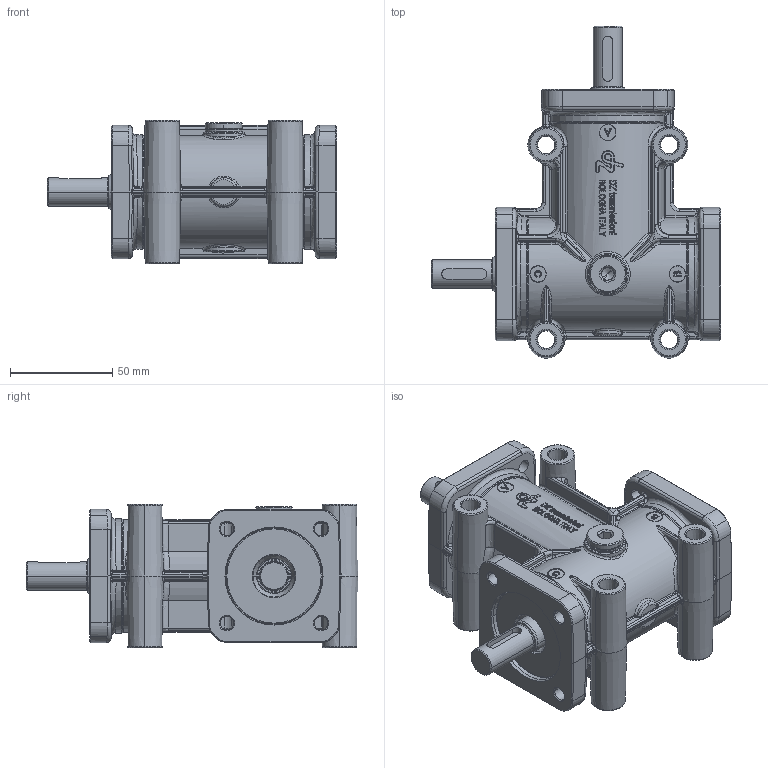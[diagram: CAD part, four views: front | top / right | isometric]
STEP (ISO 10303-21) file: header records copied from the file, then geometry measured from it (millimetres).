
FILE_DESCRIPTION(('STEP AP214'),'1');
FILE_NAME('_.stp','2017-07-05T16:40:51',('TraceParts'),('TraceParts S.A.'),'Spatial InterOp 3D',' ',' ');
FILE_SCHEMA(('automotive_design'));
Length unit declared in the file: millimetre
Products named in the file (1): zp_22fs4pac_–_
Bounding box: 141 x 161.97 x 70 mm (x, y, z)
Volume: 523300.5 mm3; surface area: 78474.5 mm2
Topology: 1 solids, 1 shells, 2216 faces, 5495 edges, 3297 vertices
Faces by surface type: cylinder 780, bspline 655, plane 400, torus 165, cone 122, sphere 94
Entity records: 134389 total; most frequent: CARTESIAN_POINT 66672, ORIENTED_EDGE 10906, DIRECTION 9939, EDGE_CURVE 5453, AXIS2_PLACEMENT_3D 4053, VERTEX_POINT 3297, EDGE_LOOP 2306, STYLED_ITEM 2217
